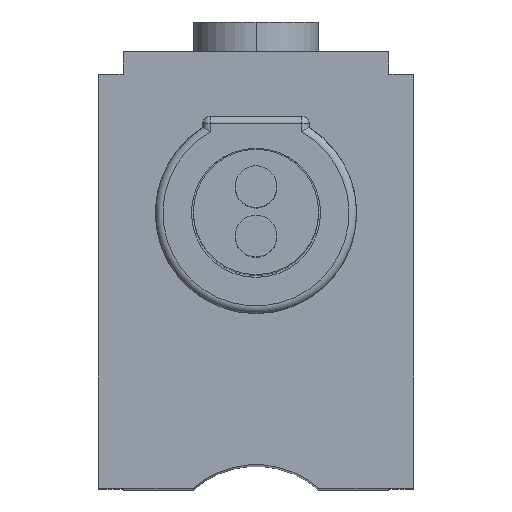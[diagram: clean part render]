
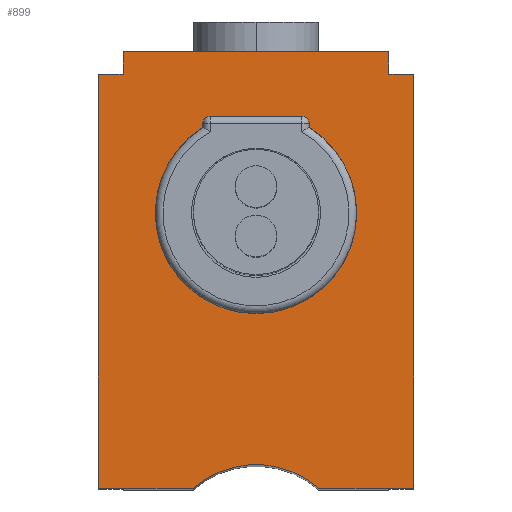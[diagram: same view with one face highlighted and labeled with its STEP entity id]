
A CAD part, top view. The second image highlights one B-rep face of the part: STEP entity #899.
In plain terms, the highlighted planar face has unit normal (0, 0, 1).
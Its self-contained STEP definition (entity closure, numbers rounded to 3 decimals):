
#110=DIRECTION('',(0.,-1.,0.));
#111=VECTOR('',#110,0.6);
#112=CARTESIAN_POINT('',(-3.5,11.5,13.35));
#113=LINE('',#112,#111);
#114=DIRECTION('',(-1.,0.,0.));
#115=VECTOR('',#114,7.);
#116=CARTESIAN_POINT('',(3.5,11.5,13.35));
#117=LINE('',#116,#115);
#118=DIRECTION('',(0.,-1.,0.));
#119=VECTOR('',#118,0.6);
#120=CARTESIAN_POINT('',(3.5,11.5,13.35));
#121=LINE('',#120,#119);
#122=DIRECTION('',(-1.,0.,0.));
#123=VECTOR('',#122,0.65);
#124=CARTESIAN_POINT('',(4.15,10.9,13.35));
#125=LINE('',#124,#123);
#126=DIRECTION('',(0.,1.,0.));
#127=VECTOR('',#126,10.9);
#128=CARTESIAN_POINT('',(4.15,0.,13.35));
#129=LINE('',#128,#127);
#130=DIRECTION('',(1.,0.,0.));
#131=VECTOR('',#130,2.5);
#132=CARTESIAN_POINT('',(1.65,0.,13.35));
#133=LINE('',#132,#131);
#134=CARTESIAN_POINT('',(0.,-1.878,13.35));
#135=DIRECTION('',(0.,0.,-1.));
#136=DIRECTION('',(-0.66,0.751,0.));
#137=AXIS2_PLACEMENT_3D('',#134,#135,#136);
#139=DIRECTION('',(1.,0.,0.));
#140=VECTOR('',#139,2.5);
#141=CARTESIAN_POINT('',(-4.15,0.,13.35));
#142=LINE('',#141,#140);
#143=DIRECTION('',(0.,-1.,0.));
#144=VECTOR('',#143,10.9);
#145=CARTESIAN_POINT('',(-4.15,10.9,13.35));
#146=LINE('',#145,#144);
#147=DIRECTION('',(1.,0.,0.));
#148=VECTOR('',#147,0.65);
#149=CARTESIAN_POINT('',(-4.15,10.9,13.35));
#150=LINE('',#149,#148);
#171=DIRECTION('',(-1.,0.,0.));
#172=VECTOR('',#171,2.4);
#173=CARTESIAN_POINT('',(1.2,9.8,13.35));
#174=LINE('',#173,#172);
#175=DIRECTION('',(0.,-1.,0.));
#176=VECTOR('',#175,0.1);
#177=CARTESIAN_POINT('',(-1.4,9.6,13.35));
#178=LINE('',#177,#176);
#179=CARTESIAN_POINT('',(0.,7.25,13.35));
#180=DIRECTION('',(0.,0.,1.));
#181=DIRECTION('',(-0.528,0.849,0.));
#182=AXIS2_PLACEMENT_3D('',#179,#180,#181);
#184=DIRECTION('',(0.,1.,0.));
#185=VECTOR('',#184,0.1);
#186=CARTESIAN_POINT('',(1.4,9.5,13.35));
#187=LINE('',#186,#185);
#442=CARTESIAN_POINT('',(-1.2,9.6,13.35));
#443=DIRECTION('',(0.,0.,-1.));
#444=DIRECTION('',(-1.,0.,0.));
#445=AXIS2_PLACEMENT_3D('',#442,#443,#444);
#497=CARTESIAN_POINT('',(1.2,9.6,13.35));
#498=DIRECTION('',(0.,0.,-1.));
#499=DIRECTION('',(0.,1.,0.));
#500=AXIS2_PLACEMENT_3D('',#497,#498,#499);
#580=CARTESIAN_POINT('',(-4.15,0.,13.35));
#581=CARTESIAN_POINT('',(-1.65,0.,13.35));
#582=VERTEX_POINT('',#580);
#583=VERTEX_POINT('',#581);
#584=CARTESIAN_POINT('',(1.65,0.,13.35));
#585=VERTEX_POINT('',#584);
#586=CARTESIAN_POINT('',(4.15,0.,13.35));
#587=VERTEX_POINT('',#586);
#612=CARTESIAN_POINT('',(3.5,11.5,13.35));
#613=CARTESIAN_POINT('',(3.5,10.9,13.35));
#614=VERTEX_POINT('',#612);
#615=VERTEX_POINT('',#613);
#616=CARTESIAN_POINT('',(4.15,10.9,13.35));
#617=VERTEX_POINT('',#616);
#622=CARTESIAN_POINT('',(-3.5,10.9,13.35));
#624=VERTEX_POINT('',#622);
#626=CARTESIAN_POINT('',(-3.5,11.5,13.35));
#627=VERTEX_POINT('',#626);
#628=CARTESIAN_POINT('',(-4.15,10.9,13.35));
#629=VERTEX_POINT('',#628);
#680=CARTESIAN_POINT('',(-1.4,9.5,13.35));
#681=CARTESIAN_POINT('',(1.4,9.5,13.35));
#682=VERTEX_POINT('',#680);
#683=VERTEX_POINT('',#681);
#728=CARTESIAN_POINT('',(-1.2,9.8,13.35));
#729=VERTEX_POINT('',#728);
#730=CARTESIAN_POINT('',(-1.4,9.6,13.35));
#731=VERTEX_POINT('',#730);
#732=CARTESIAN_POINT('',(1.4,9.6,13.35));
#733=VERTEX_POINT('',#732);
#734=CARTESIAN_POINT('',(1.2,9.8,13.35));
#735=VERTEX_POINT('',#734);
#861=CARTESIAN_POINT('',(0.,0.,13.35));
#862=DIRECTION('',(0.,0.,1.));
#863=DIRECTION('',(1.,0.,0.));
#864=AXIS2_PLACEMENT_3D('',#861,#862,#863);
#865=PLANE('',#864);
#866=ORIENTED_EDGE('',*,*,#763,.F.);
#868=ORIENTED_EDGE('',*,*,#867,.F.);
#869=ORIENTED_EDGE('',*,*,#818,.T.);
#870=ORIENTED_EDGE('',*,*,#852,.F.);
#872=ORIENTED_EDGE('',*,*,#871,.F.);
#874=ORIENTED_EDGE('',*,*,#873,.F.);
#876=ORIENTED_EDGE('',*,*,#875,.F.);
#878=ORIENTED_EDGE('',*,*,#877,.F.);
#880=ORIENTED_EDGE('',*,*,#879,.F.);
#882=ORIENTED_EDGE('',*,*,#881,.T.);
#883=EDGE_LOOP('',(#866,#868,#869,#870,#872,#874,#876,#878,#880,#882));
#884=FACE_OUTER_BOUND('',#883,.F.);
#886=ORIENTED_EDGE('',*,*,#885,.T.);
#888=ORIENTED_EDGE('',*,*,#887,.F.);
#890=ORIENTED_EDGE('',*,*,#889,.T.);
#892=ORIENTED_EDGE('',*,*,#891,.T.);
#894=ORIENTED_EDGE('',*,*,#893,.T.);
#896=ORIENTED_EDGE('',*,*,#895,.F.);
#897=EDGE_LOOP('',(#886,#888,#890,#892,#894,#896));
#898=FACE_BOUND('',#897,.F.);
#138=CIRCLE('',#137,2.5);
#183=CIRCLE('',#182,2.65);
#446=CIRCLE('',#445,0.2);
#501=CIRCLE('',#500,0.2);
#763=EDGE_CURVE('',#627,#624,#113,.T.);
#818=EDGE_CURVE('',#614,#615,#121,.T.);
#852=EDGE_CURVE('',#617,#615,#125,.T.);
#867=EDGE_CURVE('',#614,#627,#117,.T.);
#871=EDGE_CURVE('',#587,#617,#129,.T.);
#873=EDGE_CURVE('',#585,#587,#133,.T.);
#875=EDGE_CURVE('',#583,#585,#138,.T.);
#877=EDGE_CURVE('',#582,#583,#142,.T.);
#879=EDGE_CURVE('',#629,#582,#146,.T.);
#881=EDGE_CURVE('',#629,#624,#150,.T.);
#885=EDGE_CURVE('',#735,#729,#174,.T.);
#887=EDGE_CURVE('',#731,#729,#446,.T.);
#889=EDGE_CURVE('',#731,#682,#178,.T.);
#891=EDGE_CURVE('',#682,#683,#183,.T.);
#893=EDGE_CURVE('',#683,#733,#187,.T.);
#895=EDGE_CURVE('',#735,#733,#501,.T.);
#899=ADVANCED_FACE('',(#884,#898),#865,.T.);
